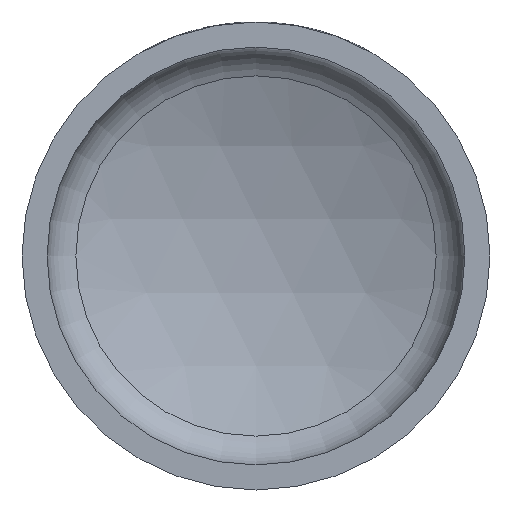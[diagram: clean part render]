
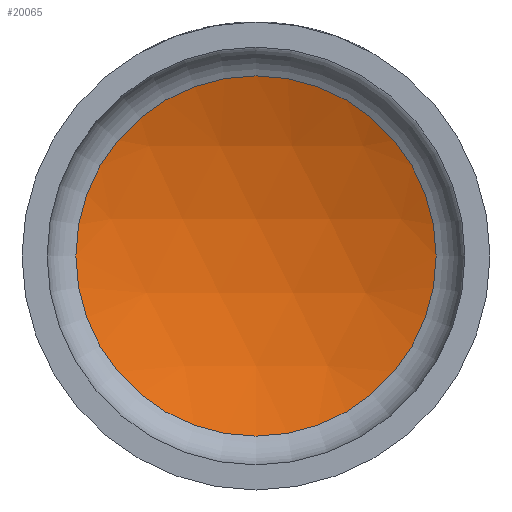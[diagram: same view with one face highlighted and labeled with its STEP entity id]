
A CAD part, front view. The second image highlights one B-rep face of the part: STEP entity #20065.
In plain terms, the highlighted spherical face has radius 56 mm.
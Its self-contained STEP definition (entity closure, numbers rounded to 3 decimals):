
#1315 = DIRECTION ( 'NONE',  ( 0., -1., 0. ) ) ;
#3440 = AXIS2_PLACEMENT_3D ( 'NONE', #7785, #12148, #17680 ) ;
#4318 = DIRECTION ( 'NONE',  ( 0., 0., -1. ) ) ;
#5036 = VERTEX_POINT ( 'NONE', #17894 ) ;
#7785 = CARTESIAN_POINT ( 'NONE',  ( 0., -33.517, 0. ) ) ;
#9742 = FACE_OUTER_BOUND ( 'NONE', #16394, .T. ) ;
#11547 = SPHERICAL_SURFACE ( 'NONE', #3440, 56. ) ;
#12148 = DIRECTION ( 'NONE',  ( 0., 0., 1. ) ) ;
#13686 = ORIENTED_EDGE ( 'NONE', *, *, #20780, .T. ) ;
#14222 = AXIS2_PLACEMENT_3D ( 'NONE', #14272, #1315, #4318 ) ;
#14272 = CARTESIAN_POINT ( 'NONE',  ( 0., 18.169, 0. ) ) ;
#16394 = EDGE_LOOP ( 'NONE', ( #13686 ) ) ;
#17680 = DIRECTION ( 'NONE',  ( 1., 0., 0. ) ) ;
#17894 = CARTESIAN_POINT ( 'NONE',  ( 0., 18.169, -21.556 ) ) ;
#18249 = CIRCLE ( 'NONE', #14222, 21.556 ) ;
#20065 = ADVANCED_FACE ( 'NONE', ( #9742 ), #11547, .F. ) ;
#20780 = EDGE_CURVE ( 'NONE', #5036, #5036, #18249, .T. ) ;
